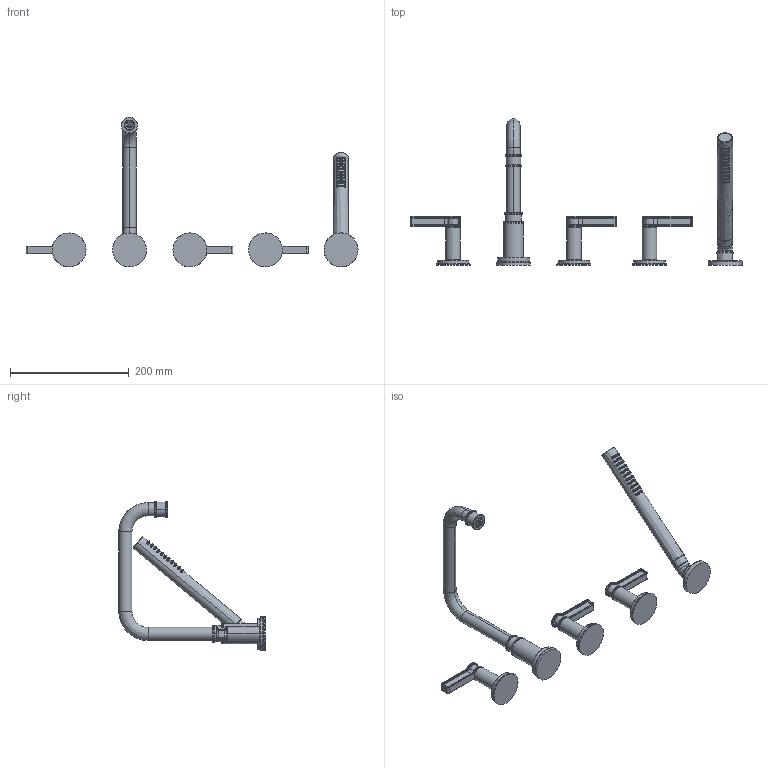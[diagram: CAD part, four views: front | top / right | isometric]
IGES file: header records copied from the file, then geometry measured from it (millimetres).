
Start section:  PTC IGES file: 3-3277.igs
Global section: file name: 3-3277.igs; native system: Creo Parametric by PTC Inc.; preprocessor: 2018400; author: jinson.thomas; organization: Unknown; date: 20210909.112557; units: inch
Bounding box: 558.16 x 246.32 x 251.84 mm (x, y, z)
Volume: 591141.4 mm3; surface area: 127074.5 mm2
Topology: 5 solids, 5 shells, 1286 faces, 2916 edges, 1730 vertices
Faces by surface type: bspline 679, revolution 607
